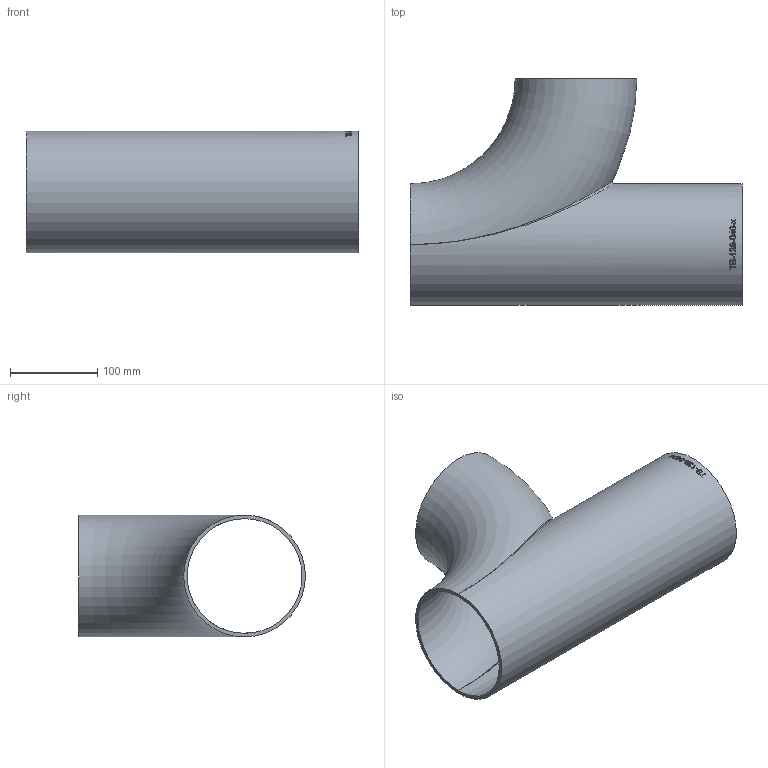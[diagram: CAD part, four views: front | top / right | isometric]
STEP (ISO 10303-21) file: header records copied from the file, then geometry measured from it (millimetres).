
FILE_DESCRIPTION (( 'STEP AP214' ), '1' );
FILE_NAME ('TB-139-040-x T-Bogen 2005.STEP', '2020-05-19T06:48:35', ( '' ), ( '' ), 'SwSTEP 2.0', 'SolidWorks 2019', '' );
FILE_SCHEMA (( 'AUTOMOTIVE_DESIGN' ));
Length unit declared in the file: millimetre
Products named in the file (1): TB-139-040-x T-Bogen 2005
Bounding box: 381 x 260.35 x 139.7 mm (x, y, z)
Volume: 839839.5 mm3; surface area: 424044.4 mm2
Topology: 1 solids, 1 shells, 155 faces, 408 edges, 267 vertices
Faces by surface type: bspline 79, plane 53, cylinder 21, torus 2
Full cylindrical faces by diameter (mm): 131.7 x1, 139.7 x1
Entity records: 22701 total; most frequent: CARTESIAN_POINT 18066, ORIENTED_EDGE 780, EDGE_CURVE 390, DIRECTION 364, VERTEX_POINT 260, B_SPLINE_CURVE_WITH_KNOTS 242, EDGE_LOOP 178, FACE_OUTER_BOUND 157
